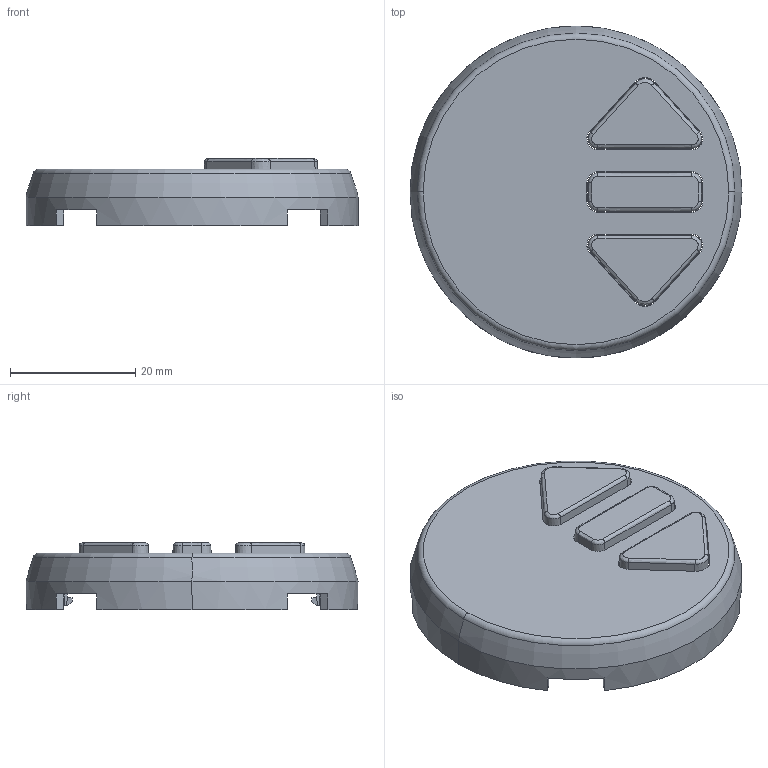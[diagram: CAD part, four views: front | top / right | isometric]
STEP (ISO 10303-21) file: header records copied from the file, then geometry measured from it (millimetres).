
FILE_DESCRIPTION(('CATIA V5 STEP Exchange','CAx-IF Rec.Pracs.--- Model Styling and Organization---1.5--- 2016-08-15','CAx-IF Rec.Pracs.---Supplemental Geometry---1.0---2011-11-01','CAx-IF Rec.Pracs.--- Composite Materials ---1.1---2010-07-15'),'2;1');
FILE_NAME('CB0042s.stp','2023-10-04T13:40:08+00:00',('none'),('none'),'CATIA Version 5-6 Release 2020 SP3','CATIA V5 STEP AP214 v2','none');
FILE_SCHEMA(('AUTOMOTIVE_DESIGN { 1 0 10303 214 1 1 1 1 }'));
Length unit declared in the file: millimetre
Products named in the file (3): CB0042 ; 0043D84; 0035A14
Assembly tree (2 placements, depth 2):
  CB0042 
    0043D84
    0035A14
Bounding box: 53 x 53 x 10.7 mm (x, y, z)
Volume: 5393.1 mm3; surface area: 8302.5 mm2
Topology: 4 solids, 4 shells, 228 faces, 610 edges, 396 vertices
Faces by surface type: plane 126, cylinder 34, cone 24, torus 16, revolution 12, bspline 12, extrusion 4
Entity records: 7791 total; most frequent: CARTESIAN_POINT 2484, ORIENTED_EDGE 1220, DIRECTION 830, EDGE_CURVE 610, VERTEX_POINT 396, AXIS2_PLACEMENT_3D 329, VECTOR 318, LINE 314
